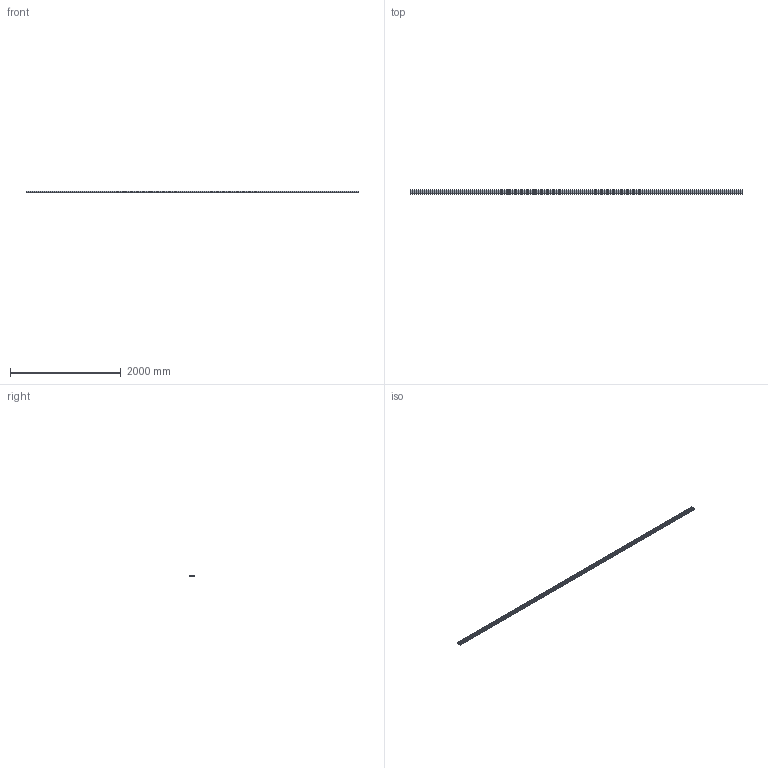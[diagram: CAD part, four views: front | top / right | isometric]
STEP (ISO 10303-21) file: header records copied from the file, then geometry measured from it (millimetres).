
FILE_DESCRIPTION(/* description */ ('STEP AP203'),/* implementation_level */ '2;1');
FILE_NAME(/* name */ '1007498.stp',/* time_stamp */ '2024-04-30T15:19:38+02:00',/* author */ ('b.steehouwer'),/* organization */ (''),/* preprocessor_version */ 'ST-DEVELOPER v18.1',/* originating_system */ 'Autodesk Inventor 2021',/* authorisation */ '');
FILE_SCHEMA (('AUTOMOTIVE_DESIGN { 1 0 10303 214 3 1 1 }'));
Length unit declared in the file: millimetre
Products named in the file (1): 1007498
Bounding box: 6000 x 80 x 20 mm (x, y, z)
Volume: 3764357.5 mm3; surface area: 3468001.2 mm2
Topology: 1 solids, 1 shells, 210 faces, 624 edges, 416 vertices
Faces by surface type: cylinder 106, plane 104
Full cylindrical faces by diameter (mm): 4.3 x4
Entity records: 7169 total; most frequent: DIRECTION 1258, CARTESIAN_POINT 1251, ORIENTED_EDGE 1248, EDGE_CURVE 624, AXIS2_PLACEMENT_3D 423, VERTEX_POINT 416, LINE 412, VECTOR 412
